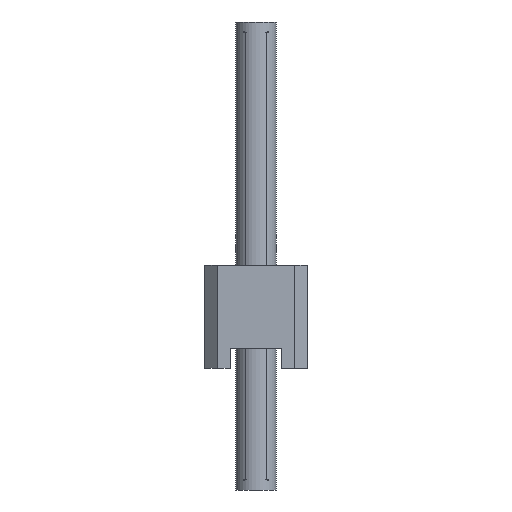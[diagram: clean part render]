
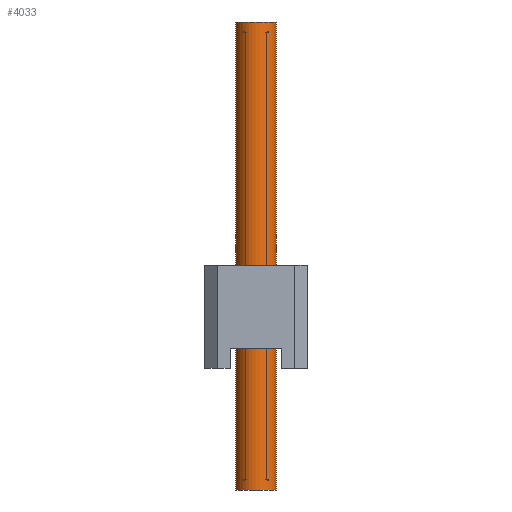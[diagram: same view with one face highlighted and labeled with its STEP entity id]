
A CAD part, left-side view. The second image highlights one B-rep face of the part: STEP entity #4033.
In plain terms, the highlighted cylindrical face has radius 0.5 mm (diameter 1 mm), a full revolution.
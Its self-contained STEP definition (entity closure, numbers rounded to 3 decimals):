
#2292=ORIENTED_EDGE('',*,*,#2864,.F.);
#2293=ORIENTED_EDGE('',*,*,#2865,.T.);
#2864=EDGE_CURVE('',#3246,#3246,#3344,.T.);
#2865=EDGE_CURVE('',#3247,#3247,#3345,.T.);
#3246=VERTEX_POINT('',#6643);
#3247=VERTEX_POINT('',#6645);
#3344=CIRCLE('',#4377,0.5);
#3345=CIRCLE('',#4378,0.5);
#3564=EDGE_LOOP('',(#2292));
#3565=EDGE_LOOP('',(#2293));
#3784=FACE_BOUND('',#3564,.T.);
#3785=FACE_BOUND('',#3565,.T.);
#3838=CYLINDRICAL_SURFACE('',#4376,0.5);
#4033=ADVANCED_FACE('',(#3784,#3785),#3838,.F.);
#4376=AXIS2_PLACEMENT_3D('',#6641,#5465,#5466);
#4377=AXIS2_PLACEMENT_3D('',#6642,#5467,#5468);
#4378=AXIS2_PLACEMENT_3D('',#6644,#5469,#5470);
#5465=DIRECTION('',(0.,0.,1.));
#5466=DIRECTION('',(1.,0.,0.));
#5467=DIRECTION('',(0.,0.,-1.));
#5468=DIRECTION('',(1.,0.,0.));
#5469=DIRECTION('',(0.,0.,-1.));
#5470=DIRECTION('',(1.,0.,0.));
#6641=CARTESIAN_POINT('',(0.,0.,0.));
#6642=CARTESIAN_POINT('',(0.,0.,11.54));
#6643=CARTESIAN_POINT('',(0.5,0.,11.54));
#6644=CARTESIAN_POINT('',(0.,0.,0.));
#6645=CARTESIAN_POINT('',(0.5,0.,0.));
